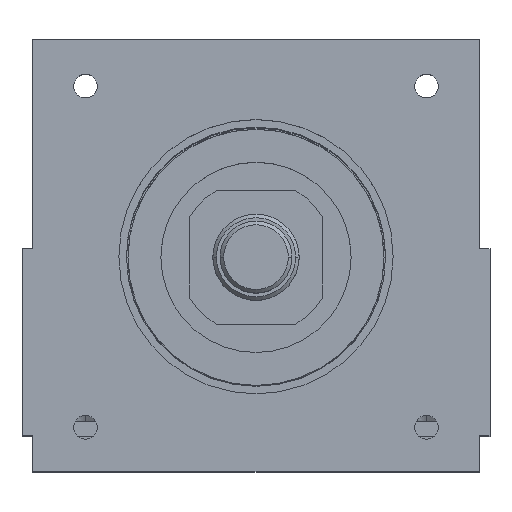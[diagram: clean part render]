
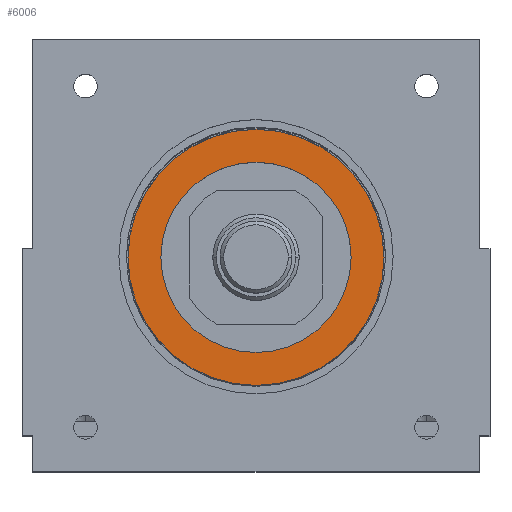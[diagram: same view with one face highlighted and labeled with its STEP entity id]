
A CAD part, top view. The second image highlights one B-rep face of the part: STEP entity #6006.
In plain terms, the highlighted face is planar.
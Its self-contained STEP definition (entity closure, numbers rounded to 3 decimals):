
#937 = EDGE_CURVE ( 'NONE', #5712, #8231, #10012, .T. ) ;
#1508 = VERTEX_POINT ( 'NONE', #5508 ) ;
#1943 = ORIENTED_EDGE ( 'NONE', *, *, #8695, .F. ) ;
#2619 = DIRECTION ( 'NONE',  ( 1., 0., 0. ) ) ;
#3065 = FACE_OUTER_BOUND ( 'NONE', #4048, .T. ) ;
#3072 = CARTESIAN_POINT ( 'NONE',  ( 0., 0., -27.78 ) ) ;
#3235 = CARTESIAN_POINT ( 'NONE',  ( 17.78, 0., -27.78 ) ) ;
#3740 = DIRECTION ( 'NONE',  ( 1., 0., 0. ) ) ;
#3831 = CARTESIAN_POINT ( 'NONE',  ( 0., 0., -27.78 ) ) ;
#4048 = EDGE_LOOP ( 'NONE', ( #1943, #4264 ) ) ;
#4264 = ORIENTED_EDGE ( 'NONE', *, *, #937, .F. ) ;
#4591 = CARTESIAN_POINT ( 'NONE',  ( 0., 0., -27.78 ) ) ;
#5508 = CARTESIAN_POINT ( 'NONE',  ( -13.208, 0., -27.78 ) ) ;
#5569 = DIRECTION ( 'NONE',  ( 0., 0., 1. ) ) ;
#5712 = VERTEX_POINT ( 'NONE', #6749 ) ;
#5872 = PLANE ( 'NONE',  #12065 ) ;
#5883 = ORIENTED_EDGE ( 'NONE', *, *, #11159, .T. ) ;
#5909 = EDGE_LOOP ( 'NONE', ( #10745, #5883 ) ) ;
#6006 = ADVANCED_FACE ( 'NONE', ( #3065, #10530 ), #5872, .F. ) ;
#6248 = CIRCLE ( 'NONE', #8581, 17.78 ) ;
#6613 = DIRECTION ( 'NONE',  ( 0., 0., 1. ) ) ;
#6749 = CARTESIAN_POINT ( 'NONE',  ( -17.78, 0., -27.78 ) ) ;
#8231 = VERTEX_POINT ( 'NONE', #3235 ) ;
#8581 = AXIS2_PLACEMENT_3D ( 'NONE', #10983, #10198, #2619 ) ;
#8584 = VERTEX_POINT ( 'NONE', #10744 ) ;
#8601 = AXIS2_PLACEMENT_3D ( 'NONE', #4591, #5569, #3740 ) ;
#8676 = DIRECTION ( 'NONE',  ( 0., 0., 1. ) ) ;
#8695 = EDGE_CURVE ( 'NONE', #8231, #5712, #6248, .T. ) ;
#8981 = DIRECTION ( 'NONE',  ( 1., 0., 0. ) ) ;
#9018 = AXIS2_PLACEMENT_3D ( 'NONE', #3831, #10389, #9401 ) ;
#9401 = DIRECTION ( 'NONE',  ( 1., 0., 0. ) ) ;
#9609 = CARTESIAN_POINT ( 'NONE',  ( 0., 17.78, -27.78 ) ) ;
#9989 = CIRCLE ( 'NONE', #8601, 13.208 ) ;
#10012 = CIRCLE ( 'NONE', #9018, 17.78 ) ;
#10198 = DIRECTION ( 'NONE',  ( 0., 0., 1. ) ) ;
#10389 = DIRECTION ( 'NONE',  ( 0., 0., 1. ) ) ;
#10530 = FACE_BOUND ( 'NONE', #5909, .T. ) ;
#10534 = DIRECTION ( 'NONE',  ( 1., 0., 0. ) ) ;
#10744 = CARTESIAN_POINT ( 'NONE',  ( 13.208, 0., -27.78 ) ) ;
#10745 = ORIENTED_EDGE ( 'NONE', *, *, #12021, .T. ) ;
#10983 = CARTESIAN_POINT ( 'NONE',  ( 0., 0., -27.78 ) ) ;
#11159 = EDGE_CURVE ( 'NONE', #1508, #8584, #11906, .T. ) ;
#11709 = AXIS2_PLACEMENT_3D ( 'NONE', #3072, #6613, #10534 ) ;
#11906 = CIRCLE ( 'NONE', #11709, 13.208 ) ;
#12021 = EDGE_CURVE ( 'NONE', #8584, #1508, #9989, .T. ) ;
#12065 = AXIS2_PLACEMENT_3D ( 'NONE', #9609, #8676, #8981 ) ;
